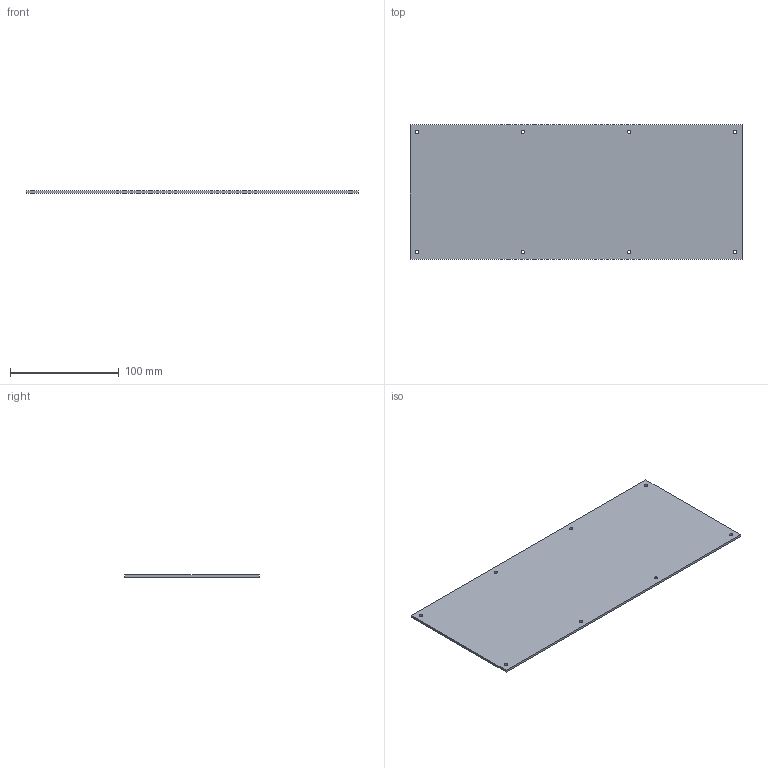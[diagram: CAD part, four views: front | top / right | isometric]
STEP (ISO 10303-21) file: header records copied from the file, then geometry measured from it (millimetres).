
FILE_DESCRIPTION(('HOOPS Exchange Step'),'2;1');
FILE_NAME('fcff64d0474dce08965639819dcce3f020200328-3353-1qtmgah.sldprt.step','2020-03-28T05:30:09+00:00',('converter2'),('Unknown organisation'),'HOOPS Exchange 2019.2','HOOPS Exchange','Unknown authorisation');
FILE_SCHEMA( ('AUTOMOTIVE_DESIGN { 1 0 10303 214 1 1 1 1 }') );
Length unit declared in the file: inch
Products named in the file (2): Default; fcff64d0474dce08965639819dcce3f020200328-3353-1qtmgah
Assembly tree (1 placements, depth 2):
  fcff64d0474dce08965639819dcce3f020200328-3353-1qtmgah
    Default
Bounding box: 304.8 x 123.19 x 2.03 mm (x, y, z)
Volume: 76169.5 mm3; surface area: 76871.4 mm2
Topology: 1 solids, 1 shells, 14 faces, 44 edges, 32 vertices
Faces by surface type: cylinder 8, plane 6
Full cylindrical faces by diameter (mm): 3.175 x8
Entity records: 601 total; most frequent: DIRECTION 102, CARTESIAN_POINT 93, ORIENTED_EDGE 88, EDGE_CURVE 44, AXIS2_PLACEMENT_3D 41, VERTEX_POINT 32, EDGE_LOOP 30, FACE_BOUND 30
